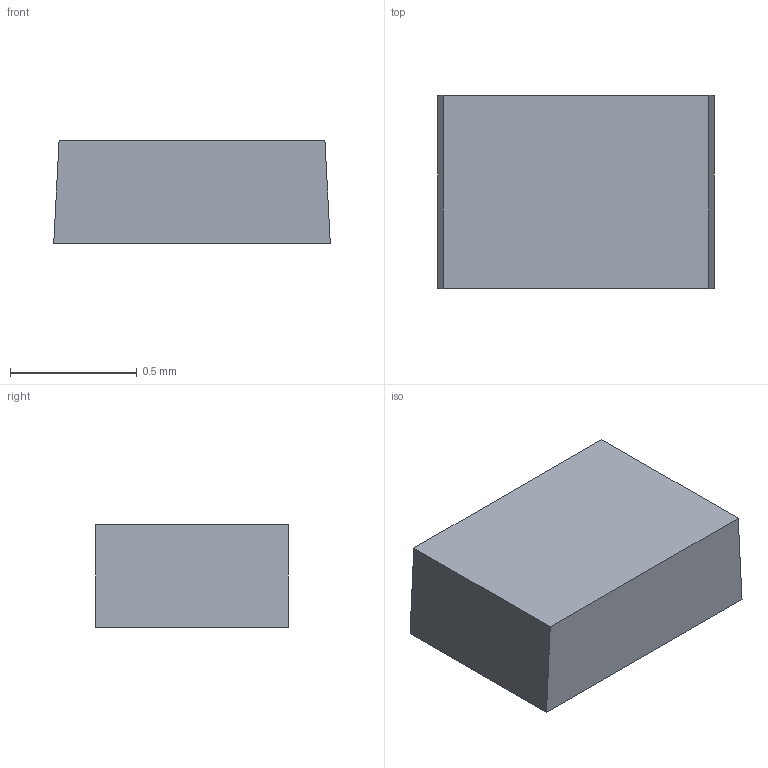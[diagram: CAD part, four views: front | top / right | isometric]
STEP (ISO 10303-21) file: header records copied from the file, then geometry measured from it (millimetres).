
FILE_DESCRIPTION(/* description */ (''),/* implementation_level */ '2;1');
FILE_NAME(/* name */ 'LED_DIALIGHT_598-8060-107F_Part2.stp',/* time_stamp */ '2017-02-13T09:15:36+01:00',/* author */ ('jchouvet'),/* organization */ ('SolidWorks'),/* preprocessor_version */ 'ST-DEVELOPER v16.1',/* originating_system */ 'AutoCAD Mechanical',/* authorisation */ ' ');
FILE_SCHEMA (('AUTOMOTIVE_DESIGN { 1 0 10303 214 3 1 1 }'));
Length unit declared in the file: millimetre
Products named in the file (1): Product
Bounding box: 1.09 x 0.76 x 0.4 mm (x, y, z)
Volume: 0.3 mm3; surface area: 3.5 mm2
Topology: 3 solids, 3 shells, 13 faces, 27 edges, 18 vertices
Faces by surface type: plane 12, sphere 1
Entity records: 376 total; most frequent: CARTESIAN_POINT 57, DIRECTION 54, ORIENTED_EDGE 50, EDGE_CURVE 25, LINE 24, VECTOR 24, VERTEX_POINT 18, AXIS2_PLACEMENT_3D 15
